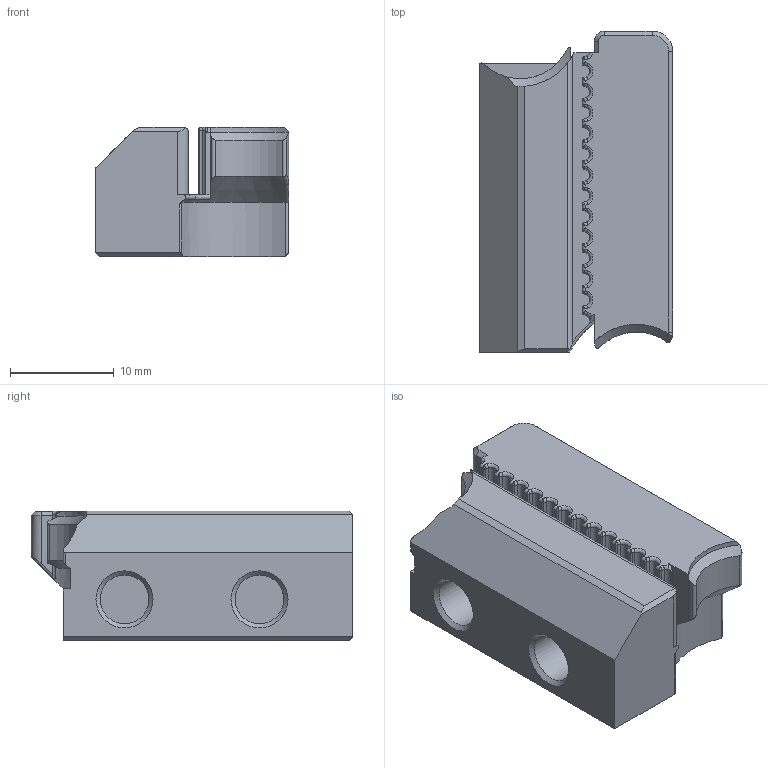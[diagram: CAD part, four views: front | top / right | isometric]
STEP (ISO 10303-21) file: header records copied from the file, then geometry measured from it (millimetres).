
FILE_DESCRIPTION(/* description */ (''),/* implementation_level */ '2;1');
FILE_NAME(/* name */ 'Belt Attachment Left_GT2_CenterMount.step',/* time_stamp */ '2022-02-09T16:29:51+01:00',/* author */ (''),/* organization */ (''),/* preprocessor_version */ 'ST-DEVELOPER v18.1',/* originating_system */ 'Autodesk Translation Framework v10.13.0.1454',/* authorisation */ '');
FILE_SCHEMA (('AUTOMOTIVE_DESIGN { 1 0 10303 214 3 1 1 }'));
Length unit declared in the file: millimetre
Products named in the file (1): Belt Attachment Left_GT2_CenterMount
Bounding box: 18.65 x 31 x 12.5 mm (x, y, z)
Volume: 5606.7 mm3; surface area: 2656.9 mm2
Topology: 1 solids, 1 shells, 230 faces, 583 edges, 331 vertices
Faces by surface type: cylinder 105, plane 44, torus 41, bspline 30, cone 10
Full cylindrical faces by diameter (mm): 4.7 x2
Entity records: 8203 total; most frequent: CARTESIAN_POINT 2888, DIRECTION 1128, ORIENTED_EDGE 1114, EDGE_CURVE 557, AXIS2_PLACEMENT_3D 459, VERTEX_POINT 331, CIRCLE 238, EDGE_LOOP 232
